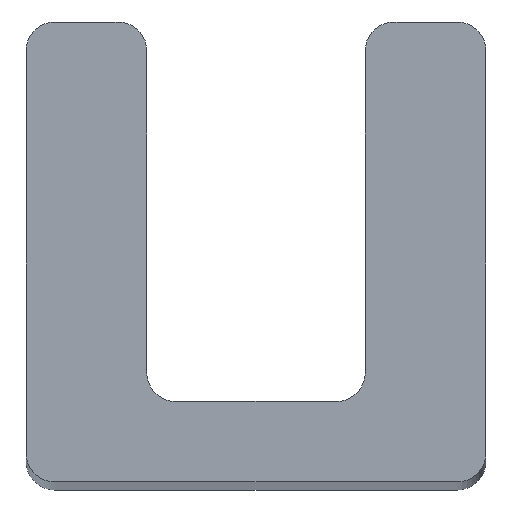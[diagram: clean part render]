
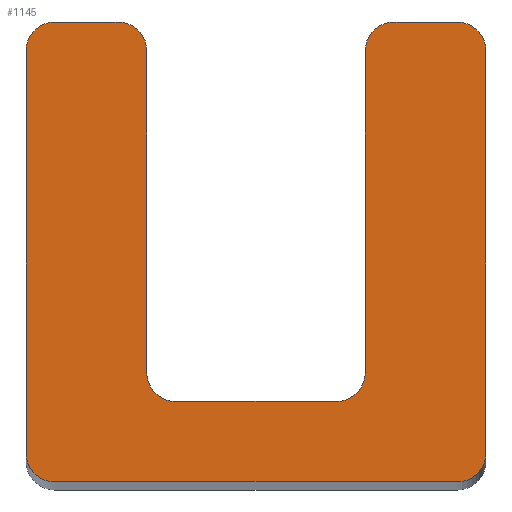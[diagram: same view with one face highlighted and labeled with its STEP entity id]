
A CAD part, top view. The second image highlights one B-rep face of the part: STEP entity #1145.
In plain terms, the highlighted planar face has unit normal (0, 0, 1).
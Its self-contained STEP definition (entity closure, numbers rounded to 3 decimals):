
#15 = EDGE_CURVE ( 'NONE', #25, #853, #616, .T. ) ;
#25 = VERTEX_POINT ( 'NONE', #200 ) ;
#32 = VERTEX_POINT ( 'NONE', #998 ) ;
#40 = LINE ( 'NONE', #342, #871 ) ;
#62 = VECTOR ( 'NONE', #1075, 1000. ) ;
#65 = AXIS2_PLACEMENT_3D ( 'NONE', #1917, #1298, #345 ) ;
#66 = CARTESIAN_POINT ( 'NONE',  ( -2.4, 8., 80. ) ) ;
#80 = CARTESIAN_POINT ( 'NONE',  ( -1.4, 1.4, 80. ) ) ;
#98 = CARTESIAN_POINT ( 'NONE',  ( -4., 7.5, 80. ) ) ;
#101 = DIRECTION ( 'NONE',  ( 0., 1., 0. ) ) ;
#107 = LINE ( 'NONE', #1998, #1328 ) ;
#122 = CARTESIAN_POINT ( 'NONE',  ( 1.9, 1.9, 80. ) ) ;
#131 = LINE ( 'NONE', #590, #1308 ) ;
#138 = DIRECTION ( 'NONE',  ( 1., 0., 0. ) ) ;
#161 = VECTOR ( 'NONE', #101, 1000. ) ;
#175 = PLANE ( 'NONE',  #65 ) ;
#187 = EDGE_CURVE ( 'NONE', #941, #673, #1203, .T. ) ;
#190 = DIRECTION ( 'NONE',  ( 1., 0., 0. ) ) ;
#200 = CARTESIAN_POINT ( 'NONE',  ( -1.9, 7.5, 80. ) ) ;
#201 = CIRCLE ( 'NONE', #1010, 0.5 ) ;
#203 = LINE ( 'NONE', #1063, #161 ) ;
#204 = AXIS2_PLACEMENT_3D ( 'NONE', #1645, #695, #1803 ) ;
#210 = ORIENTED_EDGE ( 'NONE', *, *, #951, .T. ) ;
#226 = CIRCLE ( 'NONE', #1244, 0.5 ) ;
#232 = VECTOR ( 'NONE', #896, 1000. ) ;
#246 = CARTESIAN_POINT ( 'NONE',  ( -3.5, 0.5, 80. ) ) ;
#247 = ORIENTED_EDGE ( 'NONE', *, *, #735, .T. ) ;
#254 = CARTESIAN_POINT ( 'NONE',  ( 3.5, 7.5, 80. ) ) ;
#265 = CARTESIAN_POINT ( 'NONE',  ( 4., 7.5, 80. ) ) ;
#277 = DIRECTION ( 'NONE',  ( 0., 0., -1. ) ) ;
#278 = CARTESIAN_POINT ( 'NONE',  ( -1.9, 1.9, 80. ) ) ;
#285 = CARTESIAN_POINT ( 'NONE',  ( -3.5, 0., 80. ) ) ;
#314 = CARTESIAN_POINT ( 'NONE',  ( 4., 0.5, 80. ) ) ;
#321 = EDGE_CURVE ( 'NONE', #1068, #1126, #203, .T. ) ;
#332 = VERTEX_POINT ( 'NONE', #265 ) ;
#342 = CARTESIAN_POINT ( 'NONE',  ( -1.9, 1.4, 80. ) ) ;
#345 = DIRECTION ( 'NONE',  ( 1., 0., 0. ) ) ;
#361 = EDGE_LOOP ( 'NONE', ( #501, #1780, #991, #1283, #424, #453, #498, #589, #1705, #592, #831, #247, #1821, #565, #1163, #210 ) ) ;
#373 = AXIS2_PLACEMENT_3D ( 'NONE', #1535, #586, #1694 ) ;
#404 = LINE ( 'NONE', #1653, #1197 ) ;
#408 = DIRECTION ( 'NONE',  ( 1., 0., 0. ) ) ;
#417 = DIRECTION ( 'NONE',  ( 1., 0., 0. ) ) ;
#424 = ORIENTED_EDGE ( 'NONE', *, *, #775, .T. ) ;
#448 = VERTEX_POINT ( 'NONE', #462 ) ;
#453 = ORIENTED_EDGE ( 'NONE', *, *, #2044, .T. ) ;
#462 = CARTESIAN_POINT ( 'NONE',  ( 1.4, 1.4, 80. ) ) ;
#467 = EDGE_CURVE ( 'NONE', #25, #1034, #1140, .T. ) ;
#493 = LINE ( 'NONE', #754, #62 ) ;
#494 = EDGE_CURVE ( 'NONE', #853, #941, #1032, .T. ) ;
#498 = ORIENTED_EDGE ( 'NONE', *, *, #1408, .T. ) ;
#501 = ORIENTED_EDGE ( 'NONE', *, *, #467, .F. ) ;
#537 = VERTEX_POINT ( 'NONE', #285 ) ;
#565 = ORIENTED_EDGE ( 'NONE', *, *, #1776, .T. ) ;
#569 = DIRECTION ( 'NONE',  ( 0., -1., 0. ) ) ;
#578 = CIRCLE ( 'NONE', #373, 0.5 ) ;
#586 = DIRECTION ( 'NONE',  ( 0., 0., 1. ) ) ;
#589 = ORIENTED_EDGE ( 'NONE', *, *, #977, .T. ) ;
#590 = CARTESIAN_POINT ( 'NONE',  ( -4., 0., 80. ) ) ;
#592 = ORIENTED_EDGE ( 'NONE', *, *, #1306, .T. ) ;
#616 = CIRCLE ( 'NONE', #1912, 0.5 ) ;
#673 = VERTEX_POINT ( 'NONE', #98 ) ;
#695 = DIRECTION ( 'NONE',  ( 0., 0., 1. ) ) ;
#700 = CARTESIAN_POINT ( 'NONE',  ( 3.5, 0., 80. ) ) ;
#703 = VECTOR ( 'NONE', #569, 1000. ) ;
#706 = DIRECTION ( 'NONE',  ( -1., 0., 0. ) ) ;
#735 = EDGE_CURVE ( 'NONE', #32, #1126, #578, .T. ) ;
#738 = EDGE_CURVE ( 'NONE', #1506, #332, #107, .T. ) ;
#754 = CARTESIAN_POINT ( 'NONE',  ( -4., 8., 80. ) ) ;
#769 = CARTESIAN_POINT ( 'NONE',  ( 1.4, 1.9, 80. ) ) ;
#775 = EDGE_CURVE ( 'NONE', #673, #1468, #493, .T. ) ;
#824 = CARTESIAN_POINT ( 'NONE',  ( -2.4, 7.5, 80. ) ) ;
#831 = ORIENTED_EDGE ( 'NONE', *, *, #1623, .T. ) ;
#853 = VERTEX_POINT ( 'NONE', #66 ) ;
#864 = VERTEX_POINT ( 'NONE', #700 ) ;
#871 = VECTOR ( 'NONE', #1295, 1000. ) ;
#872 = CIRCLE ( 'NONE', #204, 0.5 ) ;
#896 = DIRECTION ( 'NONE',  ( -1., 0., 0. ) ) ;
#926 = DIRECTION ( 'NONE',  ( 1., 0., 0. ) ) ;
#941 = VERTEX_POINT ( 'NONE', #1846 ) ;
#951 = EDGE_CURVE ( 'NONE', #1714, #1034, #1811, .T. ) ;
#962 = CARTESIAN_POINT ( 'NONE',  ( 1.9, 7.5, 80. ) ) ;
#977 = EDGE_CURVE ( 'NONE', #864, #1506, #872, .T. ) ;
#991 = ORIENTED_EDGE ( 'NONE', *, *, #494, .T. ) ;
#998 = CARTESIAN_POINT ( 'NONE',  ( 2.4, 8., 80. ) ) ;
#1010 = AXIS2_PLACEMENT_3D ( 'NONE', #246, #1355, #408 ) ;
#1032 = LINE ( 'NONE', #1845, #232 ) ;
#1034 = VERTEX_POINT ( 'NONE', #278 ) ;
#1063 = CARTESIAN_POINT ( 'NONE',  ( 1.9, 8., 80. ) ) ;
#1068 = VERTEX_POINT ( 'NONE', #122 ) ;
#1075 = DIRECTION ( 'NONE',  ( 0., -1., 0. ) ) ;
#1103 = DIRECTION ( 'NONE',  ( 0., 0., 1. ) ) ;
#1126 = VERTEX_POINT ( 'NONE', #962 ) ;
#1140 = LINE ( 'NONE', #1194, #703 ) ;
#1145 = ADVANCED_FACE ( 'NONE', ( #1434 ), #175, .T. ) ;
#1157 = AXIS2_PLACEMENT_3D ( 'NONE', #769, #1868, #926 ) ;
#1163 = ORIENTED_EDGE ( 'NONE', *, *, #1607, .F. ) ;
#1194 = CARTESIAN_POINT ( 'NONE',  ( -1.9, 8., 80. ) ) ;
#1197 = VECTOR ( 'NONE', #706, 1000. ) ;
#1203 = CIRCLE ( 'NONE', #1451, 0.5 ) ;
#1227 = CARTESIAN_POINT ( 'NONE',  ( -1.4, 1.9, 80. ) ) ;
#1244 = AXIS2_PLACEMENT_3D ( 'NONE', #254, #1365, #417 ) ;
#1283 = ORIENTED_EDGE ( 'NONE', *, *, #187, .T. ) ;
#1295 = DIRECTION ( 'NONE',  ( 1., 0., 0. ) ) ;
#1298 = DIRECTION ( 'NONE',  ( 0., 0., 1. ) ) ;
#1306 = EDGE_CURVE ( 'NONE', #332, #1908, #226, .T. ) ;
#1308 = VECTOR ( 'NONE', #2016, 1000. ) ;
#1328 = VECTOR ( 'NONE', #1835, 1000. ) ;
#1355 = DIRECTION ( 'NONE',  ( 0., 0., 1. ) ) ;
#1365 = DIRECTION ( 'NONE',  ( 0., 0., 1. ) ) ;
#1370 = CIRCLE ( 'NONE', #1157, 0.5 ) ;
#1384 = DIRECTION ( 'NONE',  ( 1., 0., 0. ) ) ;
#1408 = EDGE_CURVE ( 'NONE', #537, #864, #131, .T. ) ;
#1434 = FACE_OUTER_BOUND ( 'NONE', #361, .T. ) ;
#1451 = AXIS2_PLACEMENT_3D ( 'NONE', #2042, #1103, #138 ) ;
#1468 = VERTEX_POINT ( 'NONE', #1722 ) ;
#1475 = DIRECTION ( 'NONE',  ( 0., 0., 1. ) ) ;
#1506 = VERTEX_POINT ( 'NONE', #314 ) ;
#1521 = AXIS2_PLACEMENT_3D ( 'NONE', #1227, #277, #1384 ) ;
#1535 = CARTESIAN_POINT ( 'NONE',  ( 2.4, 7.5, 80. ) ) ;
#1585 = CARTESIAN_POINT ( 'NONE',  ( 3.5, 8., 80. ) ) ;
#1607 = EDGE_CURVE ( 'NONE', #1714, #448, #40, .T. ) ;
#1623 = EDGE_CURVE ( 'NONE', #1908, #32, #404, .T. ) ;
#1645 = CARTESIAN_POINT ( 'NONE',  ( 3.5, 0.5, 80. ) ) ;
#1653 = CARTESIAN_POINT ( 'NONE',  ( -1.62, 8., 80. ) ) ;
#1694 = DIRECTION ( 'NONE',  ( 1., 0., 0. ) ) ;
#1705 = ORIENTED_EDGE ( 'NONE', *, *, #738, .T. ) ;
#1714 = VERTEX_POINT ( 'NONE', #80 ) ;
#1722 = CARTESIAN_POINT ( 'NONE',  ( -4., 0.5, 80. ) ) ;
#1776 = EDGE_CURVE ( 'NONE', #1068, #448, #1370, .T. ) ;
#1780 = ORIENTED_EDGE ( 'NONE', *, *, #15, .T. ) ;
#1803 = DIRECTION ( 'NONE',  ( 1., 0., 0. ) ) ;
#1811 = CIRCLE ( 'NONE', #1521, 0.5 ) ;
#1821 = ORIENTED_EDGE ( 'NONE', *, *, #321, .F. ) ;
#1835 = DIRECTION ( 'NONE',  ( 0., 1., 0. ) ) ;
#1845 = CARTESIAN_POINT ( 'NONE',  ( -1.62, 8., 80. ) ) ;
#1846 = CARTESIAN_POINT ( 'NONE',  ( -3.5, 8., 80. ) ) ;
#1868 = DIRECTION ( 'NONE',  ( 0., 0., -1. ) ) ;
#1908 = VERTEX_POINT ( 'NONE', #1585 ) ;
#1912 = AXIS2_PLACEMENT_3D ( 'NONE', #824, #1475, #190 ) ;
#1917 = CARTESIAN_POINT ( 'NONE',  ( -1.62, 8., 80. ) ) ;
#1998 = CARTESIAN_POINT ( 'NONE',  ( 4., 8., 80. ) ) ;
#2016 = DIRECTION ( 'NONE',  ( 1., 0., 0. ) ) ;
#2042 = CARTESIAN_POINT ( 'NONE',  ( -3.5, 7.5, 80. ) ) ;
#2044 = EDGE_CURVE ( 'NONE', #1468, #537, #201, .T. ) ;
